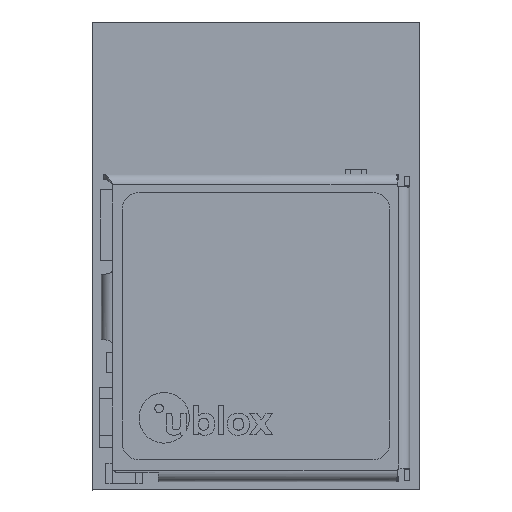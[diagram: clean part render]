
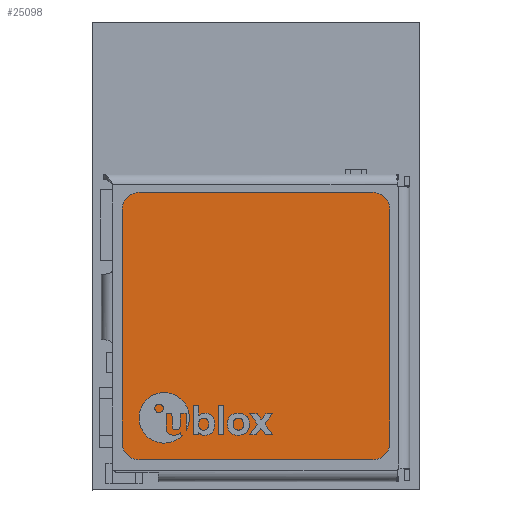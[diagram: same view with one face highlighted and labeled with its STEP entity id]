
A CAD part, top view. The second image highlights one B-rep face of the part: STEP entity #25098.
In plain terms, the highlighted planar face has unit normal (0, 0, 1).
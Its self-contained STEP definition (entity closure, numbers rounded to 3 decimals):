
#466 = AXIS2_PLACEMENT_3D ( 'NONE', #13902, #19705, #13812 ) ;
#1625 = EDGE_LOOP ( 'NONE', ( #17391, #2820, #2598, #18346, #17138, #25866, #18986, #25076 ) ) ;
#1824 = CARTESIAN_POINT ( 'NONE',  ( -3.5, -3.5, 0.13 ) ) ;
#2131 = VERTEX_POINT ( 'NONE', #7076 ) ;
#2172 = CARTESIAN_POINT ( 'NONE',  ( 3.5, -3.5, 0.13 ) ) ;
#2598 = ORIENTED_EDGE ( 'NONE', *, *, #12838, .T. ) ;
#2795 = CIRCLE ( 'NONE', #10940, 0.5 ) ;
#2820 = ORIENTED_EDGE ( 'NONE', *, *, #14612, .T. ) ;
#2845 = VECTOR ( 'NONE', #23287, 1000. ) ;
#3184 = CARTESIAN_POINT ( 'NONE',  ( 3.5, 4., 0.13 ) ) ;
#3923 = CARTESIAN_POINT ( 'NONE',  ( -4., 4., 0.13 ) ) ;
#3927 = LINE ( 'NONE', #3923, #15222 ) ;
#3963 = VERTEX_POINT ( 'NONE', #7745 ) ;
#4204 = DIRECTION ( 'NONE',  ( 0., 0., 1. ) ) ;
#5610 = CARTESIAN_POINT ( 'NONE',  ( 3.5, 3.5, 0.13 ) ) ;
#5908 = PLANE ( 'NONE',  #24525 ) ;
#6268 = CARTESIAN_POINT ( 'NONE',  ( -3.5, 4., 0.13 ) ) ;
#6287 = LINE ( 'NONE', #13655, #2845 ) ;
#6912 = FACE_OUTER_BOUND ( 'NONE', #1625, .T. ) ;
#7076 = CARTESIAN_POINT ( 'NONE',  ( -4., -3.5, 0.13 ) ) ;
#7278 = EDGE_CURVE ( 'NONE', #3963, #12246, #23531, .T. ) ;
#7512 = EDGE_CURVE ( 'NONE', #12246, #13881, #2795, .T. ) ;
#7705 = EDGE_CURVE ( 'NONE', #17972, #3963, #10918, .T. ) ;
#7745 = CARTESIAN_POINT ( 'NONE',  ( 4., -3.5, 0.13 ) ) ;
#7872 = DIRECTION ( 'NONE',  ( 0., -1., 0. ) ) ;
#9375 = EDGE_CURVE ( 'NONE', #19549, #17230, #24036, .T. ) ;
#9480 = DIRECTION ( 'NONE',  ( 1., 0., 0. ) ) ;
#9828 = EDGE_CURVE ( 'NONE', #17230, #2131, #3927, .T. ) ;
#10918 = CIRCLE ( 'NONE', #11144, 0.5 ) ;
#10940 = AXIS2_PLACEMENT_3D ( 'NONE', #5610, #19625, #21427 ) ;
#11144 = AXIS2_PLACEMENT_3D ( 'NONE', #2172, #4204, #18203 ) ;
#11688 = CARTESIAN_POINT ( 'NONE',  ( -4., 3.5, 0.13 ) ) ;
#12246 = VERTEX_POINT ( 'NONE', #21161 ) ;
#12838 = EDGE_CURVE ( 'NONE', #18145, #17972, #6287, .T. ) ;
#13655 = CARTESIAN_POINT ( 'NONE',  ( -4., -4., 0.13 ) ) ;
#13812 = DIRECTION ( 'NONE',  ( 1., 0., 0. ) ) ;
#13881 = VERTEX_POINT ( 'NONE', #3184 ) ;
#13902 = CARTESIAN_POINT ( 'NONE',  ( -3.5, 3.5, 0.13 ) ) ;
#14612 = EDGE_CURVE ( 'NONE', #2131, #18145, #18417, .T. ) ;
#15002 = LINE ( 'NONE', #21853, #18788 ) ;
#15222 = VECTOR ( 'NONE', #7872, 1000. ) ;
#15909 = CARTESIAN_POINT ( 'NONE',  ( 0., 0., 0.13 ) ) ;
#16887 = AXIS2_PLACEMENT_3D ( 'NONE', #1824, #21605, #9480 ) ;
#17138 = ORIENTED_EDGE ( 'NONE', *, *, #7278, .T. ) ;
#17230 = VERTEX_POINT ( 'NONE', #11688 ) ;
#17391 = ORIENTED_EDGE ( 'NONE', *, *, #9828, .T. ) ;
#17972 = VERTEX_POINT ( 'NONE', #22205 ) ;
#18145 = VERTEX_POINT ( 'NONE', #23562 ) ;
#18203 = DIRECTION ( 'NONE',  ( 1., 0., 0. ) ) ;
#18346 = ORIENTED_EDGE ( 'NONE', *, *, #7705, .T. ) ;
#18417 = CIRCLE ( 'NONE', #16887, 0.5 ) ;
#18766 = DIRECTION ( 'NONE',  ( 0., 1., 0. ) ) ;
#18788 = VECTOR ( 'NONE', #20168, 1000. ) ;
#18986 = ORIENTED_EDGE ( 'NONE', *, *, #20716, .T. ) ;
#19549 = VERTEX_POINT ( 'NONE', #6268 ) ;
#19625 = DIRECTION ( 'NONE',  ( 0., 0., 1. ) ) ;
#19669 = DIRECTION ( 'NONE',  ( 1., 0., 0. ) ) ;
#19705 = DIRECTION ( 'NONE',  ( 0., 0., 1. ) ) ;
#20168 = DIRECTION ( 'NONE',  ( -1., 0., 0. ) ) ;
#20538 = CARTESIAN_POINT ( 'NONE',  ( 4., 4., 0.13 ) ) ;
#20716 = EDGE_CURVE ( 'NONE', #13881, #19549, #15002, .T. ) ;
#21161 = CARTESIAN_POINT ( 'NONE',  ( 4., 3.5, 0.13 ) ) ;
#21427 = DIRECTION ( 'NONE',  ( 1., 0., 0. ) ) ;
#21605 = DIRECTION ( 'NONE',  ( 0., 0., 1. ) ) ;
#21669 = VECTOR ( 'NONE', #18766, 1000. ) ;
#21720 = DIRECTION ( 'NONE',  ( 0., 0., 1. ) ) ;
#21853 = CARTESIAN_POINT ( 'NONE',  ( -4., 4., 0.13 ) ) ;
#22205 = CARTESIAN_POINT ( 'NONE',  ( 3.5, -4., 0.13 ) ) ;
#23287 = DIRECTION ( 'NONE',  ( 1., 0., 0. ) ) ;
#23531 = LINE ( 'NONE', #20538, #21669 ) ;
#23562 = CARTESIAN_POINT ( 'NONE',  ( -3.5, -4., 0.13 ) ) ;
#24036 = CIRCLE ( 'NONE', #466, 0.5 ) ;
#24525 = AXIS2_PLACEMENT_3D ( 'NONE', #15909, #21720, #19669 ) ;
#25076 = ORIENTED_EDGE ( 'NONE', *, *, #9375, .T. ) ;
#25098 = ADVANCED_FACE ( 'NONE', ( #6912 ), #5908, .T. ) ;
#25866 = ORIENTED_EDGE ( 'NONE', *, *, #7512, .T. ) ;
